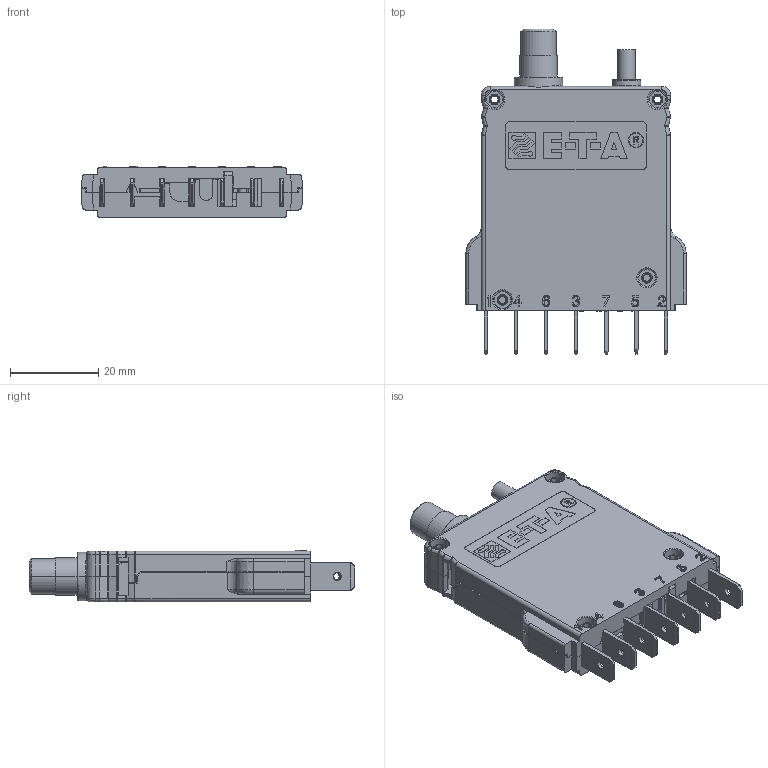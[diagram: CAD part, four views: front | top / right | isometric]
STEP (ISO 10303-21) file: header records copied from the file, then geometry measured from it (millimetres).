
FILE_DESCRIPTION((''),'2;1');
FILE_NAME('DUMMY-3600-P10-ZR-SI','2017-07-06T',('wschmidt'),(''),'PRO/ENGINEER BY PARAMETRIC TECHNOLOGY CORPORATION, 2014200','PRO/ENGINEER BY PARAMETRIC TECHNOLOGY CORPORATION, 2014200','');
FILE_SCHEMA(('AUTOMOTIVE_DESIGN { 1 0 10303 214 1 1 1 1 }'));
Products named in the file (1): DUMMY-3600-P10-ZR-SI
Bounding box: 50.02 x 74 x 11.7 mm (x, y, z)
Volume: 22239.2 mm3; surface area: 19761.2 mm2
Topology: 1 solids, 10 shells, 2702 faces, 7459 edges, 4842 vertices
Faces by surface type: plane 2101, cylinder 337, extrusion 80, torus 66, cone 60, bspline 58
Entity records: 92073 total; most frequent: CARTESIAN_POINT 23507, ORIENTED_EDGE 14918, DIRECTION 12647, EDGE_CURVE 7459, VECTOR 6193, LINE 6113, VERTEX_POINT 4842, AXIS2_PLACEMENT_3D 3227
